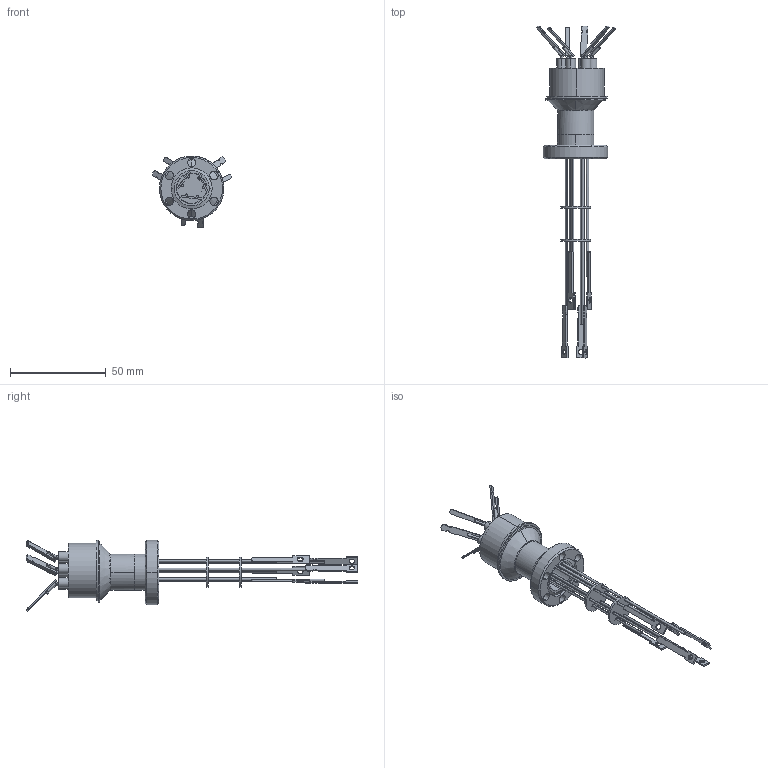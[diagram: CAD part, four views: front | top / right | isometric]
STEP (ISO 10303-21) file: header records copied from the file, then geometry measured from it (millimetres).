
FILE_DESCRIPTION (( 'STEP AP203' ), '1' );
FILE_NAME ('A0734-2-CF.STEP', '2011-11-17T17:42:27', ( '' ), ( '' ), 'SwSTEP 2.0', 'SolidWorks 2011', '' );
FILE_SCHEMA (( 'CONFIG_CONTROL_DESIGN' ));
Length unit declared in the file: inch
Products named in the file (1): A0734-2-CF
Bounding box: 41.67 x 173.67 x 37.64 mm (x, y, z)
Volume: 12179.2 mm3; surface area: 18364.6 mm2
Topology: 1 solids, 1 shells, 495 faces, 1318 edges, 870 vertices
Faces by surface type: cylinder 252, plane 181, bspline 40, cone 22
Entity records: 17669 total; most frequent: CARTESIAN_POINT 4866, DIRECTION 2754, ORIENTED_EDGE 2636, EDGE_CURVE 1318, AXIS2_PLACEMENT_3D 1078, VERTEX_POINT 870, EDGE_LOOP 628, CIRCLE 622
